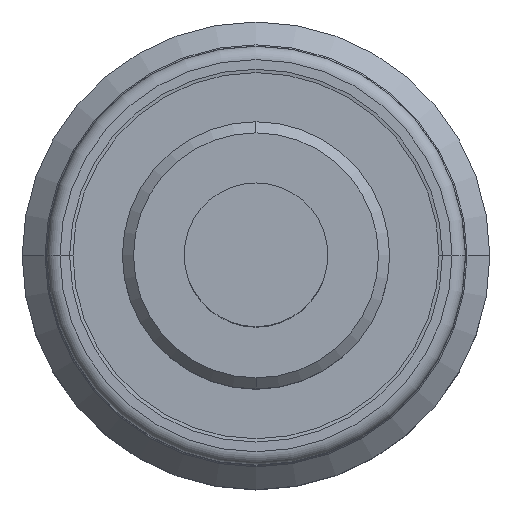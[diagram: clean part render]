
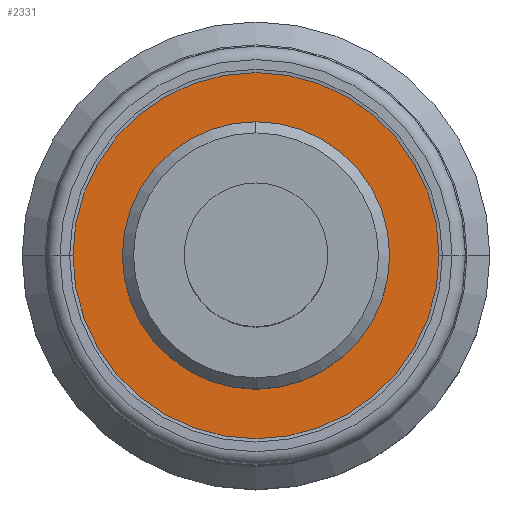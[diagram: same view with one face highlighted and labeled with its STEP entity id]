
A CAD part, top view. The second image highlights one B-rep face of the part: STEP entity #2331.
In plain terms, the highlighted planar face has unit normal (0, 0, 1).
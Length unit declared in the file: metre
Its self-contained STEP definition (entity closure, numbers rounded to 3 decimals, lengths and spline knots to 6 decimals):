
#236 = CARTESIAN_POINT ( 'NONE',  ( 0., -0.006, -0.021726 ) ) ;
#328 = CARTESIAN_POINT ( 'NONE',  ( 0., 0., -0.021726 ) ) ;
#367 = CARTESIAN_POINT ( 'NONE',  ( 0., 0., -0.021726 ) ) ;
#383 = DIRECTION ( 'NONE',  ( 0., 0., 1. ) ) ;
#424 = AXIS2_PLACEMENT_3D ( 'NONE', #2391, #2372, #2360 ) ;
#474 = CARTESIAN_POINT ( 'NONE',  ( 0., 0., -0.021726 ) ) ;
#581 = AXIS2_PLACEMENT_3D ( 'NONE', #474, #1004, #743 ) ;
#679 = CIRCLE ( 'NONE', #581, 0.006 ) ;
#697 = VERTEX_POINT ( 'NONE', #964 ) ;
#705 = EDGE_CURVE ( 'NONE', #1951, #1037, #679, .T. ) ;
#743 = DIRECTION ( 'NONE',  ( 1., 0., 0. ) ) ;
#957 = EDGE_LOOP ( 'NONE', ( #1820, #2839 ) ) ;
#964 = CARTESIAN_POINT ( 'NONE',  ( 0.00822, 0., -0.021726 ) ) ;
#965 = CIRCLE ( 'NONE', #2217, 0.00822 ) ;
#1004 = DIRECTION ( 'NONE',  ( 0., 0., 1. ) ) ;
#1012 = FACE_OUTER_BOUND ( 'NONE', #1592, .T. ) ;
#1037 = VERTEX_POINT ( 'NONE', #236 ) ;
#1359 = CIRCLE ( 'NONE', #424, 0.006 ) ;
#1407 = CARTESIAN_POINT ( 'NONE',  ( 0., 0.006, -0.021726 ) ) ;
#1571 = EDGE_CURVE ( 'NONE', #697, #2804, #965, .T. ) ;
#1592 = EDGE_LOOP ( 'NONE', ( #2129, #2887 ) ) ;
#1614 = FACE_BOUND ( 'NONE', #957, .T. ) ;
#1797 = CARTESIAN_POINT ( 'NONE',  ( -0.00822, 0., -0.021726 ) ) ;
#1820 = ORIENTED_EDGE ( 'NONE', *, *, #705, .F. ) ;
#1900 = DIRECTION ( 'NONE',  ( 1., 0., 0. ) ) ;
#1922 = DIRECTION ( 'NONE',  ( 1., 0., 0. ) ) ;
#1951 = VERTEX_POINT ( 'NONE', #1407 ) ;
#1972 = EDGE_CURVE ( 'NONE', #2804, #697, #2385, .T. ) ;
#1975 = CARTESIAN_POINT ( 'NONE',  ( 0., 0., -0.021726 ) ) ;
#2011 = AXIS2_PLACEMENT_3D ( 'NONE', #328, #2800, #1922 ) ;
#2129 = ORIENTED_EDGE ( 'NONE', *, *, #1571, .T. ) ;
#2217 = AXIS2_PLACEMENT_3D ( 'NONE', #1975, #383, #2920 ) ;
#2331 = ADVANCED_FACE ( 'NONE', ( #1012, #1614 ), #2458, .T. ) ;
#2360 = DIRECTION ( 'NONE',  ( 1., 0., 0. ) ) ;
#2372 = DIRECTION ( 'NONE',  ( 0., 0., 1. ) ) ;
#2385 = CIRCLE ( 'NONE', #2925, 0.00822 ) ;
#2391 = CARTESIAN_POINT ( 'NONE',  ( 0., 0., -0.021726 ) ) ;
#2458 = PLANE ( 'NONE',  #2011 ) ;
#2681 = DIRECTION ( 'NONE',  ( 0., 0., 1. ) ) ;
#2779 = EDGE_CURVE ( 'NONE', #1037, #1951, #1359, .T. ) ;
#2800 = DIRECTION ( 'NONE',  ( 0., 0., 1. ) ) ;
#2804 = VERTEX_POINT ( 'NONE', #1797 ) ;
#2839 = ORIENTED_EDGE ( 'NONE', *, *, #2779, .F. ) ;
#2887 = ORIENTED_EDGE ( 'NONE', *, *, #1972, .T. ) ;
#2920 = DIRECTION ( 'NONE',  ( 1., 0., 0. ) ) ;
#2925 = AXIS2_PLACEMENT_3D ( 'NONE', #367, #2681, #1900 ) ;
